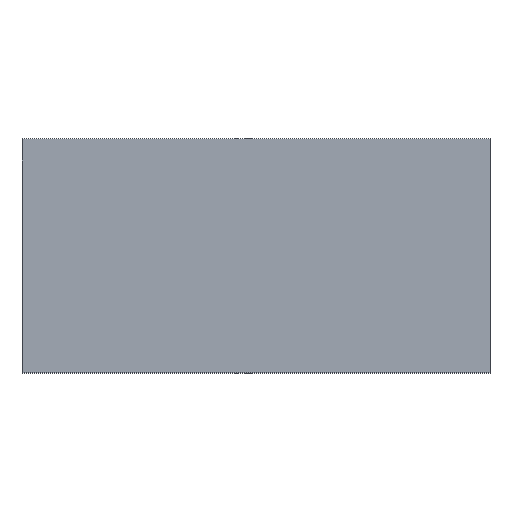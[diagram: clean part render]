
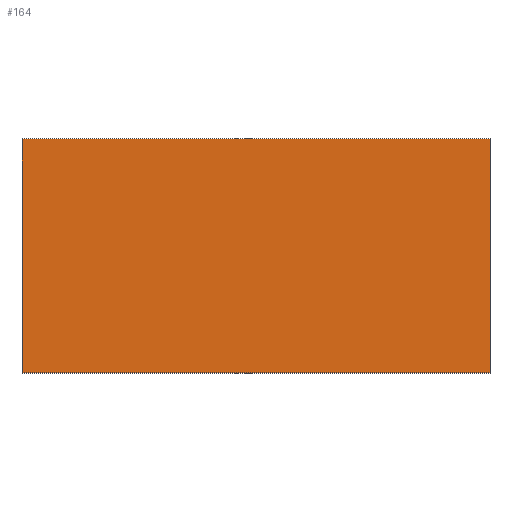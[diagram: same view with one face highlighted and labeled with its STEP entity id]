
A CAD part, top view. The second image highlights one B-rep face of the part: STEP entity #164.
In plain terms, the highlighted planar face has unit normal (0, 0, 1).
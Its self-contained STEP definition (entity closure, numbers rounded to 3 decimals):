
#35 = VERTEX_POINT('',#36);
#36 = CARTESIAN_POINT('',(0.,0.,1.75));
#51 = VERTEX_POINT('',#52);
#52 = CARTESIAN_POINT('',(0.,3.9,1.75));
#58 = EDGE_CURVE('',#35,#51,#59,.T.);
#59 = LINE('',#60,#61);
#60 = CARTESIAN_POINT('',(0.,0.,1.75));
#61 = VECTOR('',#62,1.);
#62 = DIRECTION('',(-0.,1.,0.));
#75 = VERTEX_POINT('',#76);
#76 = CARTESIAN_POINT('',(7.8,0.,1.75));
#91 = VERTEX_POINT('',#92);
#92 = CARTESIAN_POINT('',(7.8,3.9,1.75));
#98 = EDGE_CURVE('',#75,#91,#99,.T.);
#99 = LINE('',#100,#101);
#100 = CARTESIAN_POINT('',(7.8,0.,1.75));
#101 = VECTOR('',#102,1.);
#102 = DIRECTION('',(-0.,1.,0.));
#119 = EDGE_CURVE('',#35,#75,#120,.T.);
#120 = LINE('',#121,#122);
#121 = CARTESIAN_POINT('',(0.,0.,1.75));
#122 = VECTOR('',#123,1.);
#123 = DIRECTION('',(1.,0.,-0.));
#141 = EDGE_CURVE('',#51,#91,#142,.T.);
#142 = LINE('',#143,#144);
#143 = CARTESIAN_POINT('',(0.,3.9,1.75));
#144 = VECTOR('',#145,1.);
#145 = DIRECTION('',(1.,0.,-0.));
#164 = ADVANCED_FACE('',(#165),#171,.T.);
#165 = FACE_BOUND('',#166,.T.);
#166 = EDGE_LOOP('',(#167,#168,#169,#170));
#167 = ORIENTED_EDGE('',*,*,#58,.F.);
#168 = ORIENTED_EDGE('',*,*,#119,.T.);
#169 = ORIENTED_EDGE('',*,*,#98,.T.);
#170 = ORIENTED_EDGE('',*,*,#141,.F.);
#171 = PLANE('',#172);
#172 = AXIS2_PLACEMENT_3D('',#173,#174,#175);
#173 = CARTESIAN_POINT('',(0.,0.,1.75));
#174 = DIRECTION('',(0.,0.,1.));
#175 = DIRECTION('',(1.,0.,-0.));
